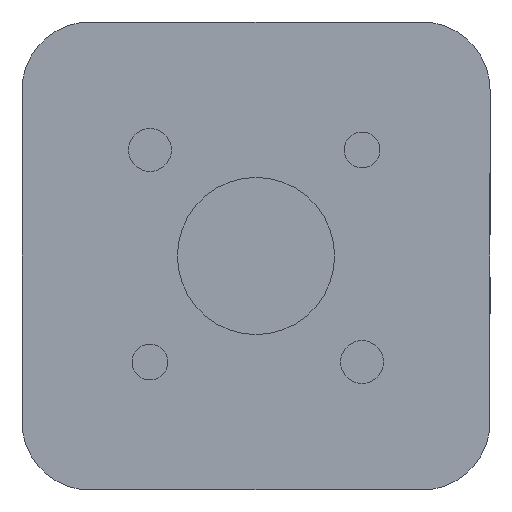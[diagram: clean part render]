
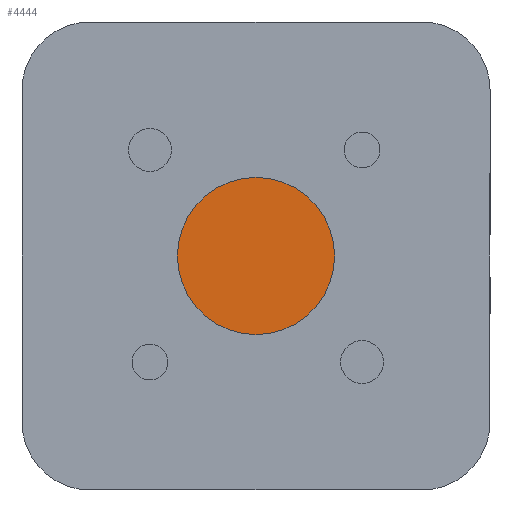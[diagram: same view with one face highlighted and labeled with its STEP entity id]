
A CAD part, left-side view. The second image highlights one B-rep face of the part: STEP entity #4444.
In plain terms, the highlighted planar face has unit normal (-1, 0, 0).
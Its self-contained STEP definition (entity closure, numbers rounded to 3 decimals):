
#2618 = CARTESIAN_POINT ( 'NONE',  ( -19.821, 0., 0. ) ) ;
#2631 = DIRECTION ( 'NONE',  ( -1., 0., 0. ) ) ;
#2632 = DIRECTION ( 'NONE',  ( 0., 0., 1. ) ) ;
#3007 = CARTESIAN_POINT ( 'NONE',  ( -19.821, 0., -11. ) ) ;
#3155 = CARTESIAN_POINT ( 'NONE',  ( -19.821, 0., 11. ) ) ;
#3582 = FACE_OUTER_BOUND ( 'NONE', #10615, .T. ) ;
#4224 = CIRCLE ( 'NONE', #8988, 11. ) ;
#4444 = ADVANCED_FACE ( 'NONE', ( #3582 ), #9796, .F. ) ;
#5480 = CARTESIAN_POINT ( 'NONE',  ( -19.821, 0., 0. ) ) ;
#5481 = DIRECTION ( 'NONE',  ( -1., 0., 0. ) ) ;
#5482 = DIRECTION ( 'NONE',  ( 0., 0., 1. ) ) ;
#7145 = ORIENTED_EDGE ( 'NONE', *, *, #7745, .T. ) ;
#7146 = ORIENTED_EDGE ( 'NONE', *, *, #8570, .T. ) ;
#7745 = EDGE_CURVE ( 'NONE', #9950, #10263, #4224, .T. ) ;
#8570 = EDGE_CURVE ( 'NONE', #10263, #9950, #10826, .T. ) ;
#8632 = AXIS2_PLACEMENT_3D ( 'NONE', #10437, #10537, #10490 ) ;
#8988 = AXIS2_PLACEMENT_3D ( 'NONE', #5480, #5481, #5482 ) ;
#9257 = AXIS2_PLACEMENT_3D ( 'NONE', #2618, #2631, #2632 ) ;
#9796 = PLANE ( 'NONE',  #8632 ) ;
#9950 = VERTEX_POINT ( 'NONE', #3007 ) ;
#10263 = VERTEX_POINT ( 'NONE', #3155 ) ;
#10437 = CARTESIAN_POINT ( 'NONE',  ( -19.821, 11., 0. ) ) ;
#10490 = DIRECTION ( 'NONE',  ( 0., 0., -1. ) ) ;
#10537 = DIRECTION ( 'NONE',  ( 1., 0., 0. ) ) ;
#10615 = EDGE_LOOP ( 'NONE', ( #7146, #7145 ) ) ;
#10826 = CIRCLE ( 'NONE', #9257, 11. ) ;
